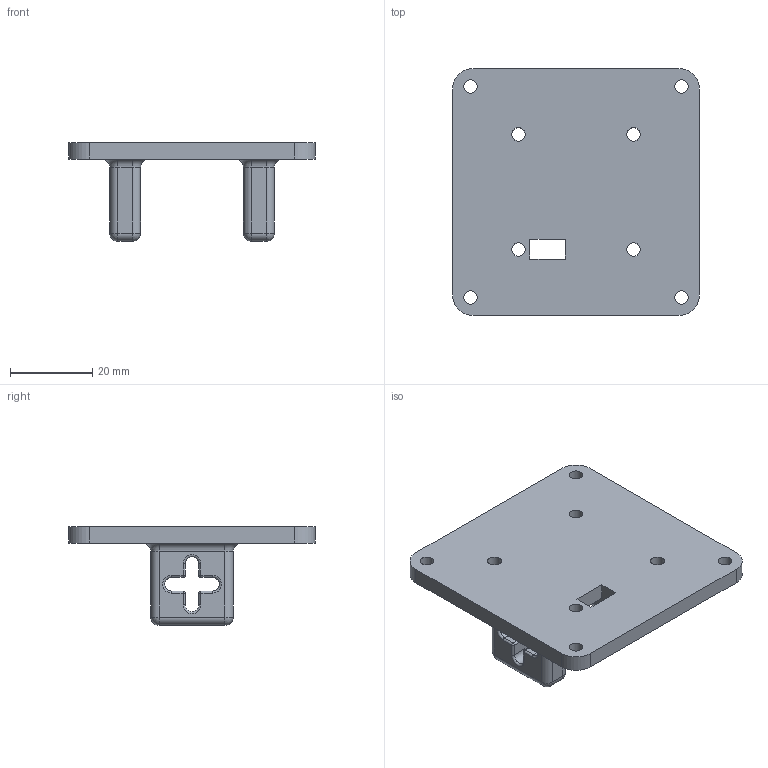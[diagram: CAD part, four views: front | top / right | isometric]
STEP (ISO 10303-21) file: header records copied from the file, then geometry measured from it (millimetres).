
FILE_DESCRIPTION(/* description */ ('STEP AP242 Edition 2','CAx-IF Rec.Pracs.---Representation and Presentation of Product Manufacturing Information (PMI)---4.0---2014-10-13','CAx-IF Rec.Pracs.---3D Tessellated Geometry---0.4---2014-09-14','2;1','CAx-IF Rec.Pracs.---User Defined Attributes---1.5---2016-08-15'),/* implementation_level */ '2;1');
FILE_NAME(/* name */ 'Part Studio 1 - Part 1',/* time_stamp */ '2025-12-09T03:05:44Z',/* author */ (''),/* organization */ (''),/* preprocessor_version */ 'ST-DEVELOPER v20',/* originating_system */ 'ONSHAPE BY PTC INC, 1.207',/* authorisation */ ' ');
FILE_SCHEMA (('AP242_MANAGED_MODEL_BASED_3D_ENGINEERING_MIM_LF { 1 0 10303 442 3 1 4 }'));
Length unit declared in the file: metre
Products named in the file (1): Part 1
Bounding box: 60 x 60 x 24 mm (x, y, z)
Volume: 18651.4 mm3; surface area: 10558.7 mm2
Topology: 1 solids, 1 shells, 168 faces, 400 edges, 212 vertices
Faces by surface type: cylinder 84, plane 36, torus 24, sphere 24
Full cylindrical faces by diameter (mm): 3.3 x8
Entity records: 4594 total; most frequent: DIRECTION 894, CARTESIAN_POINT 741, ORIENTED_EDGE 728, EDGE_CURVE 364, AXIS2_PLACEMENT_3D 361, VERTEX_POINT 208, EDGE_LOOP 200, FACE_BOUND 200
